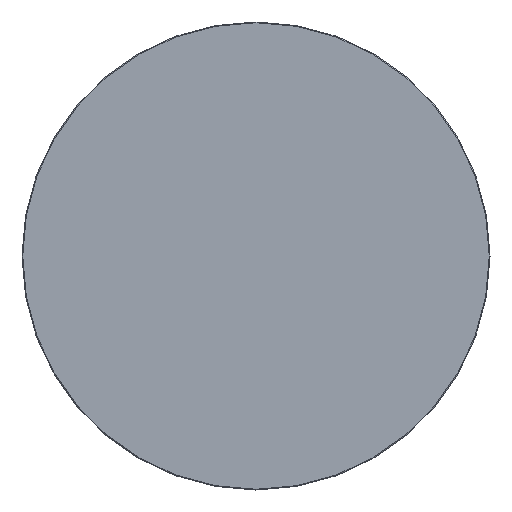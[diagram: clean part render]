
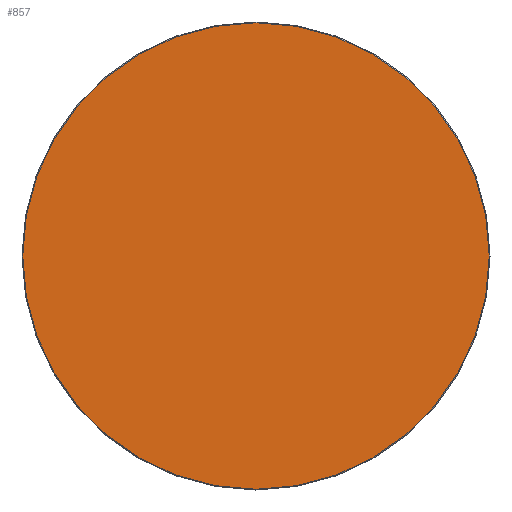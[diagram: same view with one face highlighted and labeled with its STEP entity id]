
A CAD part, left-side view. The second image highlights one B-rep face of the part: STEP entity #857.
In plain terms, the highlighted planar face has unit normal (-1, 0, 0).
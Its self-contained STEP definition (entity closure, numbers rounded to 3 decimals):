
#10 = ORIENTED_EDGE ( 'NONE', *, *, #1222, .T. ) ;
#84 = VERTEX_POINT ( 'NONE', #187 ) ;
#187 = CARTESIAN_POINT ( 'NONE',  ( 0., 0., -93.7 ) ) ;
#224 = CIRCLE ( 'NONE', #1536, 93.7 ) ;
#305 = CARTESIAN_POINT ( 'NONE',  ( 0., 0., 93.7 ) ) ;
#333 = DIRECTION ( 'NONE',  ( 0., 0., -1. ) ) ;
#444 = ORIENTED_EDGE ( 'NONE', *, *, #1094, .T. ) ;
#486 = AXIS2_PLACEMENT_3D ( 'NONE', #1321, #1639, #900 ) ;
#588 = FACE_OUTER_BOUND ( 'NONE', #1668, .T. ) ;
#765 = CARTESIAN_POINT ( 'NONE',  ( 0., 0., 0. ) ) ;
#857 = ADVANCED_FACE ( 'NONE', ( #588 ), #1117, .F. ) ;
#900 = DIRECTION ( 'NONE',  ( 0., 0., 1. ) ) ;
#954 = CARTESIAN_POINT ( 'NONE',  ( 0., 0., 0. ) ) ;
#968 = DIRECTION ( 'NONE',  ( 0., 0., 1. ) ) ;
#1094 = EDGE_CURVE ( 'NONE', #84, #1168, #1538, .T. ) ;
#1117 = PLANE ( 'NONE',  #1304 ) ;
#1168 = VERTEX_POINT ( 'NONE', #305 ) ;
#1222 = EDGE_CURVE ( 'NONE', #1168, #84, #224, .T. ) ;
#1304 = AXIS2_PLACEMENT_3D ( 'NONE', #954, #1376, #333 ) ;
#1321 = CARTESIAN_POINT ( 'NONE',  ( 0., 0., 0. ) ) ;
#1376 = DIRECTION ( 'NONE',  ( 1., 0., 0. ) ) ;
#1536 = AXIS2_PLACEMENT_3D ( 'NONE', #765, #1830, #968 ) ;
#1538 = CIRCLE ( 'NONE', #486, 93.7 ) ;
#1639 = DIRECTION ( 'NONE',  ( -1., 0., 0. ) ) ;
#1668 = EDGE_LOOP ( 'NONE', ( #444, #10 ) ) ;
#1830 = DIRECTION ( 'NONE',  ( -1., 0., 0. ) ) ;
